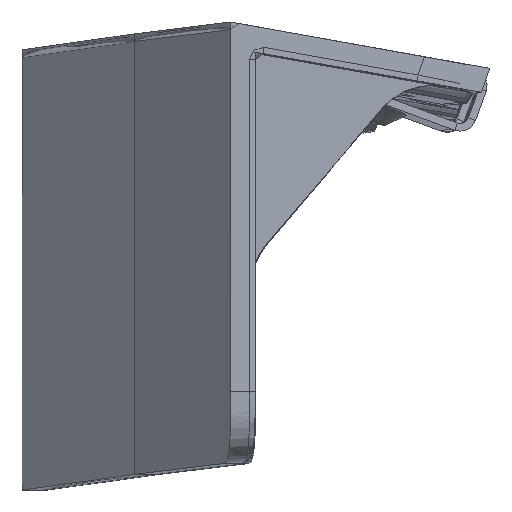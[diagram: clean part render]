
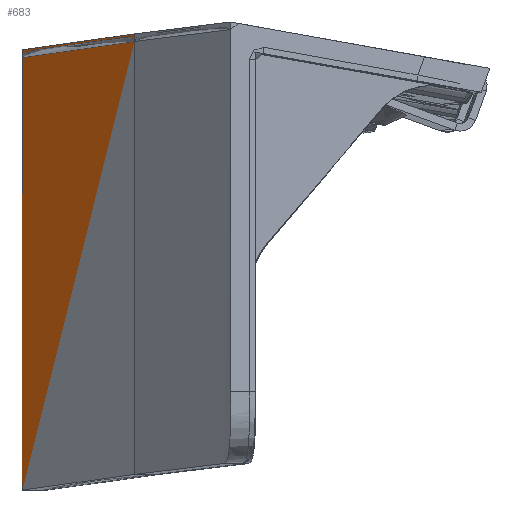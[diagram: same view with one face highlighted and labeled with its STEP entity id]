
A CAD part, left-side view. The second image highlights one B-rep face of the part: STEP entity #683.
In plain terms, the highlighted free-form (B-spline) face has degree [1, 3] with [3, 8] control points.
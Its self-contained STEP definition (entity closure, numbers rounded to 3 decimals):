
#269=B_SPLINE_SURFACE_WITH_KNOTS('',1,3,((#9081,#9082,#9083,#9084,#9085,
#9086,#9087,#9088),(#9089,#9090,#9091,#9092,#9093,#9094,#9095,#9096),(#9097,
#9098,#9099,#9100,#9101,#9102,#9103,#9104)),.UNSPECIFIED.,.F.,.F.,.F.,(2,
1,2),(4,1,3,4),(0.,0.082,1.),(0.,0.482,0.963,
1.),.UNSPECIFIED.);
#382=FACE_OUTER_BOUND('',#1118,.T.);
#683=ADVANCED_FACE('',(#382),#269,.T.);
#1118=EDGE_LOOP('',(#1668,#1669,#1670,#1671,#1672));
#1668=ORIENTED_EDGE('',*,*,#3834,.T.);
#1669=ORIENTED_EDGE('',*,*,#3787,.T.);
#1670=ORIENTED_EDGE('',*,*,#3811,.T.);
#1671=ORIENTED_EDGE('',*,*,#3833,.T.);
#1672=ORIENTED_EDGE('',*,*,#3831,.T.);
#3231=VERTEX_POINT('',#8071);
#3232=VERTEX_POINT('',#8076);
#3244=VERTEX_POINT('',#8626);
#3251=VERTEX_POINT('',#8946);
#3252=VERTEX_POINT('',#9007);
#3787=EDGE_CURVE('',#3232,#3231,#4770,.T.);
#3811=EDGE_CURVE('',#3231,#3244,#4794,.T.);
#3831=EDGE_CURVE('',#3252,#3251,#4814,.T.);
#3833=EDGE_CURVE('',#3244,#3252,#4816,.T.);
#3834=EDGE_CURVE('',#3251,#3232,#4817,.T.);
#4770=B_SPLINE_CURVE_WITH_KNOTS('',3,(#8072,#8073,#8074,#8075),
 .UNSPECIFIED.,.F.,.F.,(4,4),(0.,1.),.UNSPECIFIED.);
#4794=B_SPLINE_CURVE_WITH_KNOTS('',3,(#8627,#8628,#8629,#8630,#8631,#8632,
#8633),.UNSPECIFIED.,.F.,.F.,(4,3,4),(0.,0.783,1.),
 .UNSPECIFIED.);
#4814=B_SPLINE_CURVE_WITH_KNOTS('',3,(#8961,#8962,#8963,#8964,#8965,#8966,
#8967,#8968,#8969,#8970,#8971,#8972,#8973,#8974,#8975,#8976,#8977,#8978,
#8979,#8980,#8981,#8982,#8983,#8984,#8985,#8986,#8987,#8988,#8989,#8990,
#8991,#8992,#8993,#8994,#8995,#8996,#8997,#8998,#8999,#9000,#9001,#9002,
#9003,#9004,#9005,#9006),.UNSPECIFIED.,.F.,.F.,(4,3,3,3,3,3,3,3,3,3,3,3,
3,3,3,4),(0.,0.021,0.107,0.15,0.235,
0.278,0.364,0.406,0.492,
0.535,0.62,0.663,0.749,
0.792,0.834,1.),.UNSPECIFIED.);
#4816=B_SPLINE_CURVE_WITH_KNOTS('',3,(#9020,#9021,#9022,#9023,#9024,#9025,
#9026,#9027,#9028,#9029),.UNSPECIFIED.,.F.,.F.,(4,2,2,2,4),(0.,0.25,0.5,
0.75,1.),.UNSPECIFIED.);
#4817=B_SPLINE_CURVE_WITH_KNOTS('',1,(#9078,#9079,#9080),.UNSPECIFIED.,
 .F.,.F.,(2,1,2),(0.,0.987,1.),.UNSPECIFIED.);
#8071=CARTESIAN_POINT('',(-51.213,3655.367,7.979));
#8072=CARTESIAN_POINT('',(-300.,3646.447,9.244));
#8073=CARTESIAN_POINT('',(-217.169,3651.613,8.511));
#8074=CARTESIAN_POINT('',(-134.203,3654.515,8.1));
#8075=CARTESIAN_POINT('',(-51.213,3655.367,7.979));
#8076=CARTESIAN_POINT('',(-300.,3646.447,9.244));
#8626=CARTESIAN_POINT('',(-51.213,3655.367,-23.934));
#8627=CARTESIAN_POINT('',(-51.213,3655.367,7.979));
#8628=CARTESIAN_POINT('',(-51.213,3655.367,-0.355));
#8629=CARTESIAN_POINT('',(-51.213,3655.367,-8.689));
#8630=CARTESIAN_POINT('',(-51.213,3655.367,-17.023));
#8631=CARTESIAN_POINT('',(-51.213,3655.367,-19.327));
#8632=CARTESIAN_POINT('',(-51.213,3655.367,-21.63));
#8633=CARTESIAN_POINT('',(-51.213,3655.367,-23.934));
#8946=CARTESIAN_POINT('',(-300.,3646.447,-25.78));
#8961=CARTESIAN_POINT('',(-54.274,3655.335,-27.018));
#8962=CARTESIAN_POINT('',(-56.028,3655.316,-27.015));
#8963=CARTESIAN_POINT('',(-57.781,3655.296,-27.012));
#8964=CARTESIAN_POINT('',(-59.535,3655.275,-27.009));
#8965=CARTESIAN_POINT('',(-66.549,3655.191,-26.997));
#8966=CARTESIAN_POINT('',(-73.563,3655.093,-26.983));
#8967=CARTESIAN_POINT('',(-80.576,3654.979,-26.967));
#8968=CARTESIAN_POINT('',(-84.083,3654.922,-26.959));
#8969=CARTESIAN_POINT('',(-87.59,3654.862,-26.951));
#8970=CARTESIAN_POINT('',(-91.096,3654.798,-26.942));
#8971=CARTESIAN_POINT('',(-98.11,3654.669,-26.924));
#8972=CARTESIAN_POINT('',(-105.123,3654.526,-26.904));
#8973=CARTESIAN_POINT('',(-112.135,3654.368,-26.882));
#8974=CARTESIAN_POINT('',(-115.642,3654.289,-26.871));
#8975=CARTESIAN_POINT('',(-119.148,3654.206,-26.859));
#8976=CARTESIAN_POINT('',(-122.654,3654.119,-26.847));
#8977=CARTESIAN_POINT('',(-129.666,3653.945,-26.823));
#8978=CARTESIAN_POINT('',(-136.678,3653.757,-26.797));
#8979=CARTESIAN_POINT('',(-143.69,3653.553,-26.769));
#8980=CARTESIAN_POINT('',(-147.195,3653.452,-26.754));
#8981=CARTESIAN_POINT('',(-150.701,3653.346,-26.74));
#8982=CARTESIAN_POINT('',(-154.207,3653.237,-26.725));
#8983=CARTESIAN_POINT('',(-161.218,3653.018,-26.694));
#8984=CARTESIAN_POINT('',(-168.228,3652.784,-26.662));
#8985=CARTESIAN_POINT('',(-175.238,3652.535,-26.627));
#8986=CARTESIAN_POINT('',(-178.743,3652.41,-26.61));
#8987=CARTESIAN_POINT('',(-182.248,3652.282,-26.592));
#8988=CARTESIAN_POINT('',(-185.753,3652.15,-26.573));
#8989=CARTESIAN_POINT('',(-192.762,3651.885,-26.537));
#8990=CARTESIAN_POINT('',(-199.771,3651.605,-26.498));
#8991=CARTESIAN_POINT('',(-206.779,3651.31,-26.457));
#8992=CARTESIAN_POINT('',(-210.283,3651.162,-26.436));
#8993=CARTESIAN_POINT('',(-213.787,3651.011,-26.415));
#8994=CARTESIAN_POINT('',(-217.291,3650.855,-26.393));
#8995=CARTESIAN_POINT('',(-224.298,3650.544,-26.35));
#8996=CARTESIAN_POINT('',(-231.305,3650.218,-26.305));
#8997=CARTESIAN_POINT('',(-238.311,3649.875,-26.257));
#8998=CARTESIAN_POINT('',(-241.814,3649.704,-26.233));
#8999=CARTESIAN_POINT('',(-245.317,3649.529,-26.209));
#9000=CARTESIAN_POINT('',(-248.819,3649.35,-26.184));
#9001=CARTESIAN_POINT('',(-252.322,3649.171,-26.159));
#9002=CARTESIAN_POINT('',(-255.824,3648.988,-26.133));
#9003=CARTESIAN_POINT('',(-259.326,3648.801,-26.107));
#9004=CARTESIAN_POINT('',(-272.888,3648.077,-26.007));
#9005=CARTESIAN_POINT('',(-286.446,3647.293,-25.897));
#9006=CARTESIAN_POINT('',(-300.,3646.447,-25.78));
#9007=CARTESIAN_POINT('',(-54.274,3655.335,-27.018));
#9020=CARTESIAN_POINT('',(-51.213,3655.367,-23.934));
#9021=CARTESIAN_POINT('',(-51.213,3655.367,-24.363));
#9022=CARTESIAN_POINT('',(-51.215,3655.367,-24.791));
#9023=CARTESIAN_POINT('',(-51.378,3655.366,-25.632));
#9024=CARTESIAN_POINT('',(-51.555,3655.364,-26.052));
#9025=CARTESIAN_POINT('',(-52.152,3655.358,-26.664));
#9026=CARTESIAN_POINT('',(-52.568,3655.353,-26.85));
#9027=CARTESIAN_POINT('',(-53.41,3655.344,-27.022));
#9028=CARTESIAN_POINT('',(-53.843,3655.34,-27.019));
#9029=CARTESIAN_POINT('',(-54.274,3655.335,-27.018));
#9078=CARTESIAN_POINT('',(-300.,3646.447,-25.78));
#9079=CARTESIAN_POINT('',(-300.,3646.447,8.791));
#9080=CARTESIAN_POINT('',(-300.,3646.447,9.244));
#9081=CARTESIAN_POINT('',(-51.213,3655.367,10.716));
#9082=CARTESIAN_POINT('',(-92.707,3654.941,10.775));
#9083=CARTESIAN_POINT('',(-175.685,3653.053,11.038));
#9084=CARTESIAN_POINT('',(-258.586,3649.03,11.599));
#9085=CARTESIAN_POINT('',(-300.,3646.447,11.959));
#9086=CARTESIAN_POINT('',(-303.173,3646.25,11.986));
#9087=CARTESIAN_POINT('',(-306.347,3646.052,12.014));
#9088=CARTESIAN_POINT('',(-309.52,3645.854,12.041));
#9089=CARTESIAN_POINT('',(-51.213,3655.367,7.548));
#9090=CARTESIAN_POINT('',(-92.707,3654.941,7.607));
#9091=CARTESIAN_POINT('',(-175.685,3653.053,7.87));
#9092=CARTESIAN_POINT('',(-258.586,3649.03,8.431));
#9093=CARTESIAN_POINT('',(-300.,3646.447,8.791));
#9094=CARTESIAN_POINT('',(-303.173,3646.25,8.818));
#9095=CARTESIAN_POINT('',(-306.347,3646.052,8.846));
#9096=CARTESIAN_POINT('',(-309.52,3645.854,8.873));
#9097=CARTESIAN_POINT('',(-51.213,3655.367,-27.911));
#9098=CARTESIAN_POINT('',(-92.707,3654.941,-27.852));
#9099=CARTESIAN_POINT('',(-175.685,3653.053,-27.589));
#9100=CARTESIAN_POINT('',(-258.586,3649.03,-27.028));
#9101=CARTESIAN_POINT('',(-300.,3646.447,-26.669));
#9102=CARTESIAN_POINT('',(-303.173,3646.25,-26.641));
#9103=CARTESIAN_POINT('',(-306.347,3646.052,-26.613));
#9104=CARTESIAN_POINT('',(-309.52,3645.854,-26.586));
